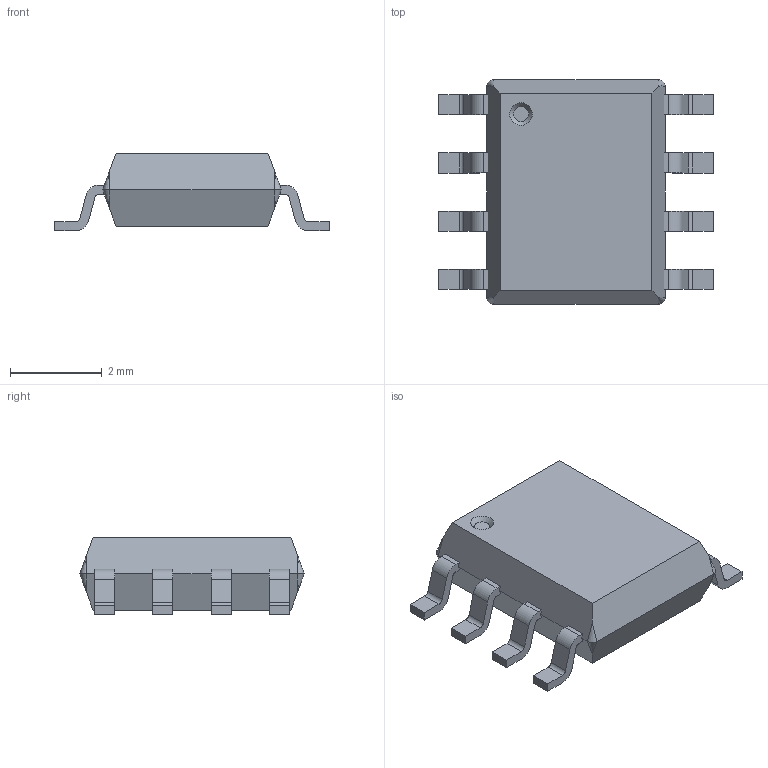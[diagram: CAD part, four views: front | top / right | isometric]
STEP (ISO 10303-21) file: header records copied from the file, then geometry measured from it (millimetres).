
FILE_DESCRIPTION( ( '' ), ' ' );
FILE_NAME( '58ee2e6fe8858e0f72c1a276.step', '2017-04-12T13:41:03', ( '' ), ( '' ), ' ', ' ', ' ' );
FILE_SCHEMA( ( 'AUTOMOTIVE_DESIGN { 1 0 10303 214 1 1 1 1 }' ) );
Length unit declared in the file: metre
Products named in the file (1): Open CASCADE STEP translator 6.8 1
Bounding box: 6 x 4.9 x 1.7 mm (x, y, z)
Volume: 27.8 mm3; surface area: 73 mm2
Topology: 1 solids, 1 shells, 124 faces, 363 edges, 234 vertices
Faces by surface type: plane 83, cylinder 32, cone 9
Entity records: 6798 total; most frequent: CARTESIAN_POINT 713, ORIENTED_EDGE 708, DIRECTION 674, STYLED_ITEM 478, PRESENTATION_STYLE_ASSIGNMENT 478, COLOUR_RGB 478, EDGE_CURVE 354, CURVE_STYLE 354
